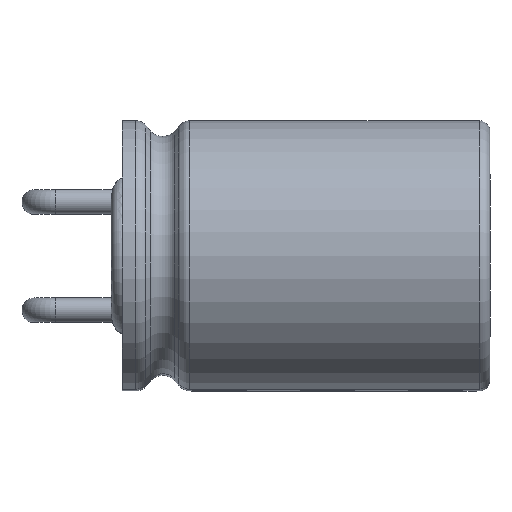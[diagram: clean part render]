
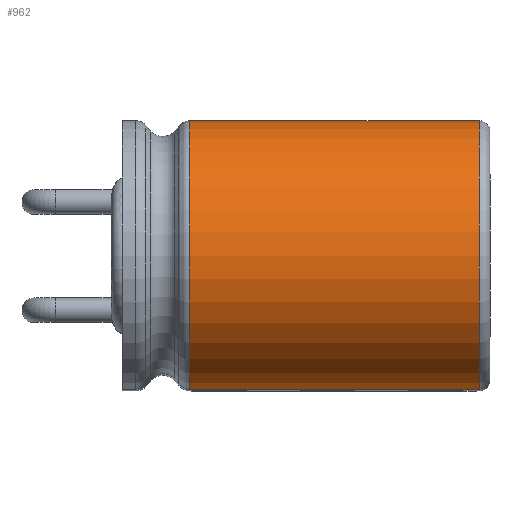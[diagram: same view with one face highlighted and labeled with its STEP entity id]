
A CAD part, top view. The second image highlights one B-rep face of the part: STEP entity #962.
In plain terms, the highlighted cylindrical face has radius 2.5 mm (diameter 5 mm), a partial arc.
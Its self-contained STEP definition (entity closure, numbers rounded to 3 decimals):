
#60=LINE('',#1737,#124);
#61=LINE('',#1740,#125);
#124=VECTOR('',#1209,1000.);
#125=VECTOR('',#1212,1000.);
#187=CYLINDRICAL_SURFACE('',#1050,2.5);
#229=FACE_OUTER_BOUND('',#286,.T.);
#286=EDGE_LOOP('',(#697,#698,#699,#700));
#359=CIRCLE('',#1051,2.5);
#360=CIRCLE('',#1052,2.5);
#445=VERTEX_POINT('',#1733);
#446=VERTEX_POINT('',#1734);
#447=VERTEX_POINT('',#1736);
#448=VERTEX_POINT('',#1738);
#543=EDGE_CURVE('',#445,#446,#359,.T.);
#544=EDGE_CURVE('',#447,#446,#60,.T.);
#545=EDGE_CURVE('',#448,#447,#360,.T.);
#546=EDGE_CURVE('',#445,#448,#61,.T.);
#697=ORIENTED_EDGE('',*,*,#543,.T.);
#698=ORIENTED_EDGE('',*,*,#544,.F.);
#699=ORIENTED_EDGE('',*,*,#545,.F.);
#700=ORIENTED_EDGE('',*,*,#546,.F.);
#962=ADVANCED_FACE('',(#229),#187,.T.);
#1050=AXIS2_PLACEMENT_3D('',#1732,#1205,#1206);
#1051=AXIS2_PLACEMENT_3D('',#1735,#1207,#1208);
#1052=AXIS2_PLACEMENT_3D('',#1739,#1210,#1211);
#1205=DIRECTION('center_axis',(0.,0.,1.));
#1206=DIRECTION('ref_axis',(0.,1.,0.));
#1207=DIRECTION('center_axis',(0.,0.,1.));
#1208=DIRECTION('ref_axis',(0.174,-0.985,0.));
#1209=DIRECTION('',(0.,0.,-1.));
#1210=DIRECTION('center_axis',(0.,0.,1.));
#1211=DIRECTION('ref_axis',(0.,1.,0.));
#1212=DIRECTION('',(0.,0.,1.));
#1732=CARTESIAN_POINT('Origin',(0.,0.,4.225));
#1733=CARTESIAN_POINT('',(0.434,-2.462,1.45));
#1734=CARTESIAN_POINT('',(-0.434,-2.462,1.45));
#1735=CARTESIAN_POINT('Origin',(0.,0.,
1.45));
#1736=CARTESIAN_POINT('',(-0.434,-2.462,6.8));
#1737=CARTESIAN_POINT('',(-0.434,-2.462,1.45));
#1738=CARTESIAN_POINT('',(0.434,-2.462,6.8));
#1739=CARTESIAN_POINT('Origin',(0.,0.,6.8));
#1740=CARTESIAN_POINT('',(0.434,-2.462,1.45));
